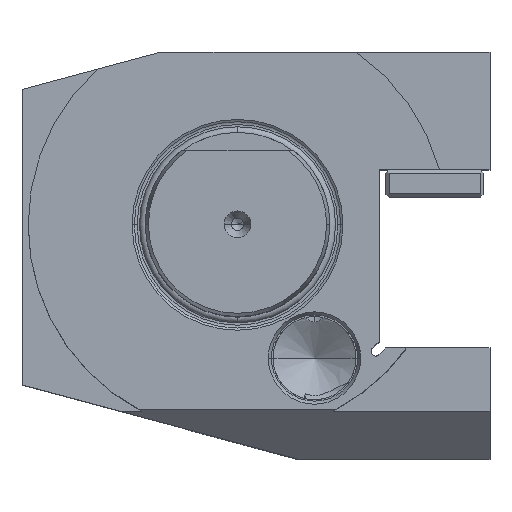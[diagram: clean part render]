
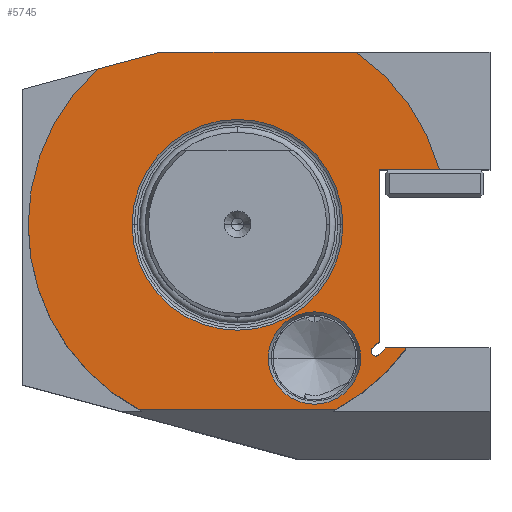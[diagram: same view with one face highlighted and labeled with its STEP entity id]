
A CAD part, top view. The second image highlights one B-rep face of the part: STEP entity #5745.
In plain terms, the highlighted planar face has unit normal (0, 0, 1).
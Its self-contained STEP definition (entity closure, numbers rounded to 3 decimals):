
#324=CARTESIAN_POINT('',(22.434,-20.566,-55));
#325=DIRECTION('',(0,0,-1));
#326=DIRECTION('',(0.707,-0.707,0));
#327=AXIS2_PLACEMENT_3D('',#324,#325,#326);
#329=DIRECTION('',(-0.707,-0.707,0));
#330=VECTOR('',#329,1.55);
#331=CARTESIAN_POINT('',(24.061,-20,-55));
#332=LINE('',#331,#330);
#333=DIRECTION('',(-1,0,0));
#334=VECTOR('',#333,3.435);
#335=CARTESIAN_POINT('',(27.495,-20,-55));
#336=LINE('',#335,#334);
#337=CARTESIAN_POINT('',(0,0,-55));
#338=DIRECTION('',(0,0,1));
#339=DIRECTION('',(0.471,-0.882,0));
#340=AXIS2_PLACEMENT_3D('',#337,#338,#339);
#342=CARTESIAN_POINT('',(0,0,-55));
#343=DIRECTION('',(0,0,1));
#344=DIRECTION('',(-1,0,0));
#345=AXIS2_PLACEMENT_3D('',#342,#343,#344);
#347=CARTESIAN_POINT('',(0,0,-55));
#348=DIRECTION('',(0,0,1));
#349=DIRECTION('',(-0.668,0.744,0));
#350=AXIS2_PLACEMENT_3D('',#347,#348,#349);
#352=DIRECTION('',(-0.966,-0.259,0));
#353=VECTOR('',#352,10.475);
#354=CARTESIAN_POINT('',(-12.608,28,-55));
#355=LINE('',#354,#353);
#356=DIRECTION('',(-1,0,0));
#357=VECTOR('',#356,31.895);
#358=CARTESIAN_POINT('',(19.287,28,-55));
#359=LINE('',#358,#357);
#360=CARTESIAN_POINT('',(0,0,-55));
#361=DIRECTION('',(0,0,1));
#362=DIRECTION('',(0.964,0.265,0));
#363=AXIS2_PLACEMENT_3D('',#360,#361,#362);
#365=DIRECTION('',(1,0,0));
#366=VECTOR('',#365,9.787);
#367=CARTESIAN_POINT('',(23,9,-55));
#368=LINE('',#367,#366);
#369=DIRECTION('',(0,1,0));
#370=VECTOR('',#369,27.939);
#371=CARTESIAN_POINT('',(23,-18.939,-55));
#372=LINE('',#371,#370);
#373=DIRECTION('',(0.707,0.707,0));
#374=VECTOR('',#373,1.55);
#375=CARTESIAN_POINT('',(21.904,-20.035,-55));
#376=LINE('',#375,#374);
#377=CARTESIAN_POINT('',(22.434,-20.566,-55));
#378=DIRECTION('',(0,0,-1));
#379=DIRECTION('',(-1,0,0));
#380=AXIS2_PLACEMENT_3D('',#377,#378,#379);
#382=CARTESIAN_POINT('',(12.5,-21.628,-55));
#383=DIRECTION('',(0,0,-1));
#384=DIRECTION('',(-1,0,0));
#385=AXIS2_PLACEMENT_3D('',#382,#383,#384);
#387=CARTESIAN_POINT('',(12.5,-21.628,-55));
#388=DIRECTION('',(0,0,-1));
#389=DIRECTION('',(1,0,0));
#390=AXIS2_PLACEMENT_3D('',#387,#388,#389);
#392=CARTESIAN_POINT('',(0,0,-55));
#393=DIRECTION('',(0,0,-1));
#394=DIRECTION('',(-1,0,0));
#395=AXIS2_PLACEMENT_3D('',#392,#393,#394);
#397=CARTESIAN_POINT('',(0,0,-55));
#398=DIRECTION('',(0,0,-1));
#399=DIRECTION('',(1,0,0));
#400=AXIS2_PLACEMENT_3D('',#397,#398,#399);
#478=DIRECTION('',(-1,0,0));
#479=VECTOR('',#478,32);
#480=CARTESIAN_POINT('',(16,-30,-55));
#481=LINE('',#480,#479);
#485=CARTESIAN_POINT('',(16,-30,-55));
#4742=CARTESIAN_POINT('',(-22.726,25.289,-55));
#4743=CARTESIAN_POINT('',(-34,0,-55));
#4744=VERTEX_POINT('',#4742);
#4745=VERTEX_POINT('',#4743);
#4746=CARTESIAN_POINT('',(-16,-30,-55));
#4747=VERTEX_POINT('',#4746);
#4766=CARTESIAN_POINT('',(-12.608,28,-55));
#4767=VERTEX_POINT('',#4766);
#4773=VERTEX_POINT('',#485);
#4778=CARTESIAN_POINT('',(24.061,-20,-55));
#4779=CARTESIAN_POINT('',(22.965,-21.096,-55));
#4780=VERTEX_POINT('',#4778);
#4781=VERTEX_POINT('',#4779);
#4818=CARTESIAN_POINT('',(27.495,-20,-55));
#4819=VERTEX_POINT('',#4818);
#4828=CARTESIAN_POINT('',(32.787,9,-55));
#4829=CARTESIAN_POINT('',(19.287,28,-55));
#4830=VERTEX_POINT('',#4828);
#4831=VERTEX_POINT('',#4829);
#4858=CARTESIAN_POINT('',(-17.121,0,-55));
#4859=CARTESIAN_POINT('',(17.121,0,-55));
#4860=VERTEX_POINT('',#4858);
#4861=VERTEX_POINT('',#4859);
#4872=CARTESIAN_POINT('',(23,9,-55));
#4873=VERTEX_POINT('',#4872);
#4890=CARTESIAN_POINT('',(23,-18.939,-55));
#4892=VERTEX_POINT('',#4890);
#5098=CARTESIAN_POINT('',(5,-21.628,-55));
#5099=VERTEX_POINT('',#5098);
#5100=CARTESIAN_POINT('',(20,-21.628,-55));
#5101=VERTEX_POINT('',#5100);
#5102=CARTESIAN_POINT('',(21.684,-20.566,-55));
#5103=VERTEX_POINT('',#5102);
#5104=CARTESIAN_POINT('',(21.904,-20.035,-55));
#5105=VERTEX_POINT('',#5104);
#5702=CARTESIAN_POINT('',(0,17.121,-55));
#5703=DIRECTION('',(0,0,-1));
#5704=DIRECTION('',(-1,0,0));
#5705=AXIS2_PLACEMENT_3D('',#5702,#5703,#5704);
#5706=PLANE('',#5705);
#5708=ORIENTED_EDGE('',*,*,#5707,.F.);
#5710=ORIENTED_EDGE('',*,*,#5709,.F.);
#5712=ORIENTED_EDGE('',*,*,#5711,.F.);
#5714=ORIENTED_EDGE('',*,*,#5713,.F.);
#5716=ORIENTED_EDGE('',*,*,#5715,.T.);
#5718=ORIENTED_EDGE('',*,*,#5717,.F.);
#5720=ORIENTED_EDGE('',*,*,#5719,.F.);
#5722=ORIENTED_EDGE('',*,*,#5721,.F.);
#5724=ORIENTED_EDGE('',*,*,#5723,.F.);
#5726=ORIENTED_EDGE('',*,*,#5725,.F.);
#5727=ORIENTED_EDGE('',*,*,#5621,.F.);
#5728=ORIENTED_EDGE('',*,*,#5649,.F.);
#5729=ORIENTED_EDGE('',*,*,#5679,.F.);
#5730=ORIENTED_EDGE('',*,*,#5692,.F.);
#5731=EDGE_LOOP('',(#5708,#5710,#5712,#5714,#5716,#5718,#5720,#5722,#5724,#5726,
#5727,#5728,#5729,#5730));
#5732=FACE_OUTER_BOUND('',#5731,.F.);
#5734=ORIENTED_EDGE('',*,*,#5733,.F.);
#5736=ORIENTED_EDGE('',*,*,#5735,.F.);
#5737=EDGE_LOOP('',(#5734,#5736));
#5738=FACE_BOUND('',#5737,.F.);
#5740=ORIENTED_EDGE('',*,*,#5739,.F.);
#5742=ORIENTED_EDGE('',*,*,#5741,.F.);
#5743=EDGE_LOOP('',(#5740,#5742));
#5744=FACE_BOUND('',#5743,.F.);
#5745=ADVANCED_FACE('',(#5732,#5738,#5744),#5706,.F.);
#328=CIRCLE('',#327,0.75);
#341=CIRCLE('',#340,34);
#346=CIRCLE('',#345,34);
#351=CIRCLE('',#350,34);
#364=CIRCLE('',#363,34);
#381=CIRCLE('',#380,0.75);
#386=CIRCLE('',#385,7.5);
#391=CIRCLE('',#390,7.5);
#396=CIRCLE('',#395,17.121);
#401=CIRCLE('',#400,17.121);
#5621=EDGE_CURVE('',#4873,#4830,#368,.T.);
#5649=EDGE_CURVE('',#4892,#4873,#372,.T.);
#5679=EDGE_CURVE('',#5105,#4892,#376,.T.);
#5692=EDGE_CURVE('',#5103,#5105,#381,.T.);
#5707=EDGE_CURVE('',#4781,#5103,#328,.T.);
#5709=EDGE_CURVE('',#4780,#4781,#332,.T.);
#5711=EDGE_CURVE('',#4819,#4780,#336,.T.);
#5713=EDGE_CURVE('',#4773,#4819,#341,.T.);
#5715=EDGE_CURVE('',#4773,#4747,#481,.T.);
#5717=EDGE_CURVE('',#4745,#4747,#346,.T.);
#5719=EDGE_CURVE('',#4744,#4745,#351,.T.);
#5721=EDGE_CURVE('',#4767,#4744,#355,.T.);
#5723=EDGE_CURVE('',#4831,#4767,#359,.T.);
#5725=EDGE_CURVE('',#4830,#4831,#364,.T.);
#5733=EDGE_CURVE('',#5099,#5101,#386,.T.);
#5735=EDGE_CURVE('',#5101,#5099,#391,.T.);
#5739=EDGE_CURVE('',#4860,#4861,#396,.T.);
#5741=EDGE_CURVE('',#4861,#4860,#401,.T.);
